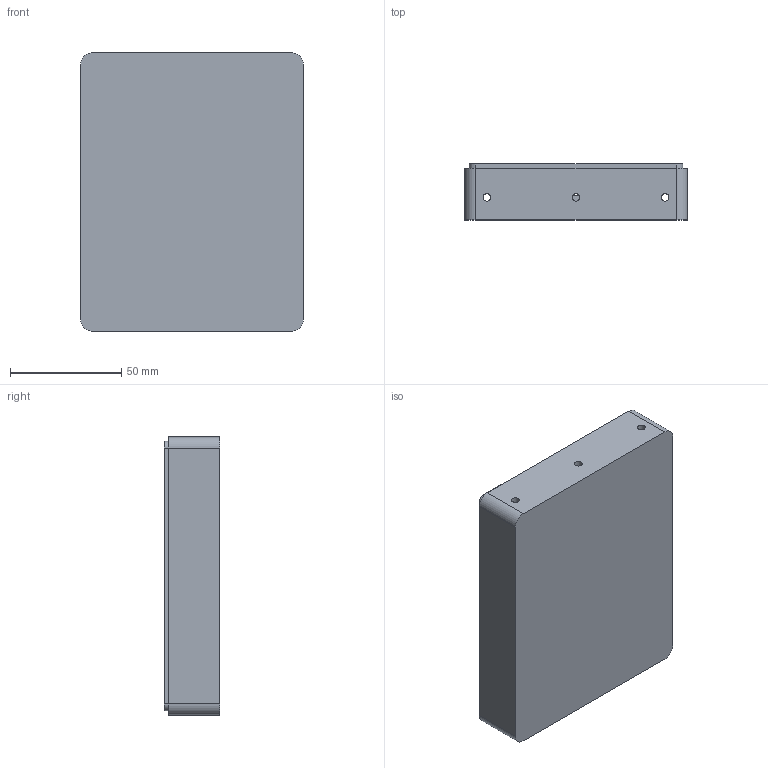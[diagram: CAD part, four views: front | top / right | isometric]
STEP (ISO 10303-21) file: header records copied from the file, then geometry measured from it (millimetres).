
FILE_DESCRIPTION(/* description */ (''),/* implementation_level */ '2;1');
FILE_NAME(/* name */ 'ToolBoxBottom - bigger w card v6.step',/* time_stamp */ '2020-06-29T16:51:58-07:00',/* author */ (''),/* organization */ (''),/* preprocessor_version */ 'ST-DEVELOPER v18.1',/* originating_system */ 'Autodesk Translation Framework v9.3.0.1241',/* authorisation */ '');
FILE_SCHEMA (('AUTOMOTIVE_DESIGN { 1 0 10303 214 3 1 1 }'));
Length unit declared in the file: millimetre
Products named in the file (1): ToolBoxBottom - bigger w card
Bounding box: 100 x 25 x 125 mm (x, y, z)
Volume: 54824.3 mm3; surface area: 48686.3 mm2
Topology: 1 solids, 1 shells, 58 faces, 138 edges, 92 vertices
Faces by surface type: plane 32, cylinder 20, bspline 6
Full cylindrical faces by diameter (mm): 3.5 x6
Entity records: 2435 total; most frequent: CARTESIAN_POINT 1027, ORIENTED_EDGE 276, DIRECTION 272, EDGE_CURVE 138, AXIS2_PLACEMENT_3D 93, VERTEX_POINT 92, LINE 86, VECTOR 86
